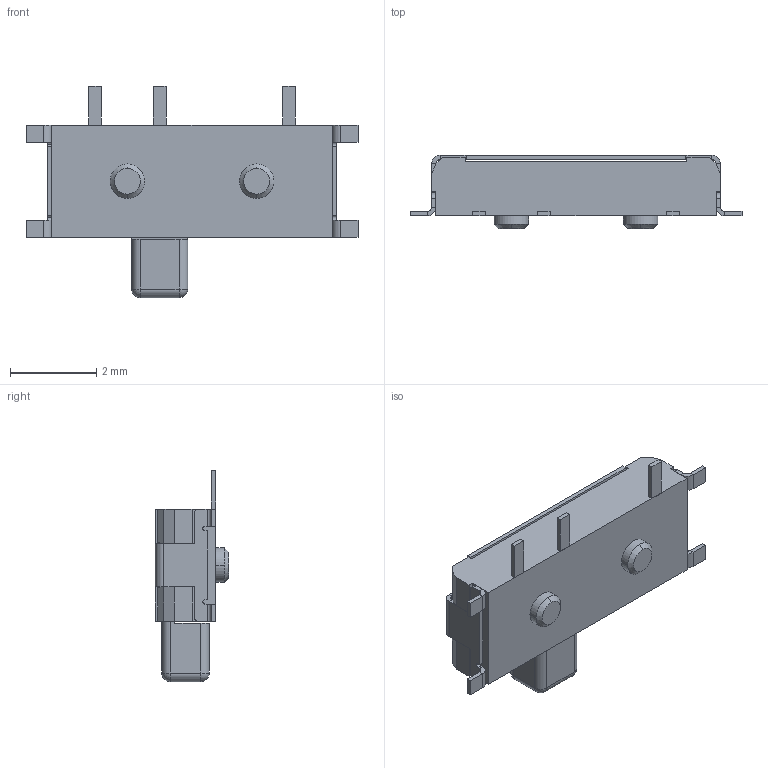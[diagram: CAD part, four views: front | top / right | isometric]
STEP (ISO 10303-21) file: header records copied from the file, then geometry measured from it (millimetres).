
FILE_DESCRIPTION (( 'STEP AP214' ), '1' );
FILE_NAME ('EG1215AA.STEP', '2019-02-16T01:48:01', ( '' ), ( '' ), 'SwSTEP 2.0', 'SolidWorks 2017', '' );
FILE_SCHEMA (( 'AUTOMOTIVE_DESIGN' ));
Length unit declared in the file: millimetre
Products named in the file (1): EG1215AA
Bounding box: 7.7 x 1.7 x 4.9 mm (x, y, z)
Volume: 25.2 mm3; surface area: 111.5 mm2
Topology: 5 solids, 5 shells, 179 faces, 439 edges, 268 vertices
Faces by surface type: plane 137, cylinder 34, cone 4, sphere 4
Entity records: 5187 total; most frequent: CARTESIAN_POINT 883, DIRECTION 871, ORIENTED_EDGE 870, EDGE_CURVE 435, LINE 359, VECTOR 359, VERTEX_POINT 268, AXIS2_PLACEMENT_3D 256
